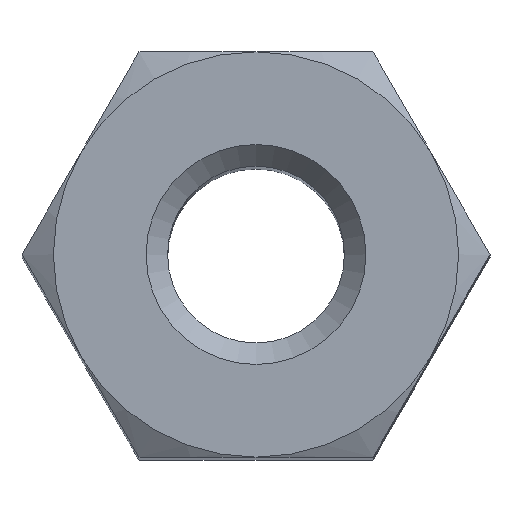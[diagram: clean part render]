
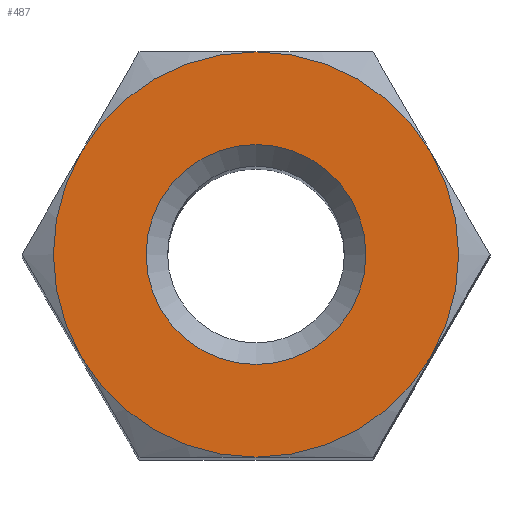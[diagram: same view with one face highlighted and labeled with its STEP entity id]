
A CAD part, top view. The second image highlights one B-rep face of the part: STEP entity #487.
In plain terms, the highlighted planar face has unit normal (0, 0, 1).
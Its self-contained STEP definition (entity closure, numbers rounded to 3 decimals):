
#114=ORIENTED_EDGE('',*,*,#200,.T.);
#115=ORIENTED_EDGE('',*,*,#201,.T.);
#116=ORIENTED_EDGE('',*,*,#202,.T.);
#117=ORIENTED_EDGE('',*,*,#203,.T.);
#118=ORIENTED_EDGE('',*,*,#204,.T.);
#119=ORIENTED_EDGE('',*,*,#205,.T.);
#120=ORIENTED_EDGE('',*,*,#206,.T.);
#200=EDGE_CURVE('',#234,#234,#244,.F.);
#201=EDGE_CURVE('',#226,#229,#245,.T.);
#202=EDGE_CURVE('',#229,#232,#246,.T.);
#203=EDGE_CURVE('',#232,#233,#247,.T.);
#204=EDGE_CURVE('',#233,#218,#248,.T.);
#205=EDGE_CURVE('',#218,#223,#249,.T.);
#206=EDGE_CURVE('',#223,#226,#250,.T.);
#218=VERTEX_POINT('',#661);
#223=VERTEX_POINT('',#685);
#226=VERTEX_POINT('',#706);
#229=VERTEX_POINT('',#727);
#232=VERTEX_POINT('',#748);
#233=VERTEX_POINT('',#766);
#234=VERTEX_POINT('',#777);
#244=CIRCLE('',#523,1.275);
#245=CIRCLE('',#524,2.35);
#246=CIRCLE('',#525,2.35);
#247=CIRCLE('',#526,2.35);
#248=CIRCLE('',#527,2.35);
#249=CIRCLE('',#528,2.35);
#250=CIRCLE('',#529,2.35);
#261=EDGE_LOOP('',(#114));
#262=EDGE_LOOP('',(#115,#116,#117,#118,#119,#120));
#289=FACE_BOUND('',#261,.T.);
#290=FACE_BOUND('',#262,.T.);
#316=PLANE('',#522);
#487=ADVANCED_FACE('',(#289,#290),#316,.T.);
#522=AXIS2_PLACEMENT_3D('',#775,#583,#584);
#523=AXIS2_PLACEMENT_3D('',#776,#585,#586);
#524=AXIS2_PLACEMENT_3D('',#778,#587,#588);
#525=AXIS2_PLACEMENT_3D('',#779,#589,#590);
#526=AXIS2_PLACEMENT_3D('',#780,#591,#592);
#527=AXIS2_PLACEMENT_3D('',#781,#593,#594);
#528=AXIS2_PLACEMENT_3D('',#782,#595,#596);
#529=AXIS2_PLACEMENT_3D('',#783,#597,#598);
#583=DIRECTION('',(0.,0.,1.));
#584=DIRECTION('',(1.,0.,0.));
#585=DIRECTION('',(0.,0.,1.));
#586=DIRECTION('',(1.,0.,0.));
#587=DIRECTION('',(0.,0.,1.));
#588=DIRECTION('',(1.,0.,0.));
#589=DIRECTION('',(0.,0.,1.));
#590=DIRECTION('',(1.,0.,0.));
#591=DIRECTION('',(0.,0.,1.));
#592=DIRECTION('',(1.,0.,0.));
#593=DIRECTION('',(0.,0.,1.));
#594=DIRECTION('',(1.,0.,0.));
#595=DIRECTION('',(0.,0.,1.));
#596=DIRECTION('',(1.,0.,0.));
#597=DIRECTION('',(0.,0.,1.));
#598=DIRECTION('',(1.,0.,0.));
#661=CARTESIAN_POINT('',(-2.035,-1.175,14.));
#685=CARTESIAN_POINT('',(0.,-2.35,14.));
#706=CARTESIAN_POINT('',(2.035,-1.175,14.));
#727=CARTESIAN_POINT('',(2.035,1.175,14.));
#748=CARTESIAN_POINT('',(0.,2.35,14.));
#766=CARTESIAN_POINT('',(-2.035,1.175,14.));
#775=CARTESIAN_POINT('',(0.,0.,14.));
#776=CARTESIAN_POINT('',(0.,0.,14.));
#777=CARTESIAN_POINT('',(1.275,0.,14.));
#778=CARTESIAN_POINT('',(0.,0.,14.));
#779=CARTESIAN_POINT('',(0.,0.,14.));
#780=CARTESIAN_POINT('',(0.,0.,14.));
#781=CARTESIAN_POINT('',(0.,0.,14.));
#782=CARTESIAN_POINT('',(0.,0.,14.));
#783=CARTESIAN_POINT('',(0.,0.,14.));
